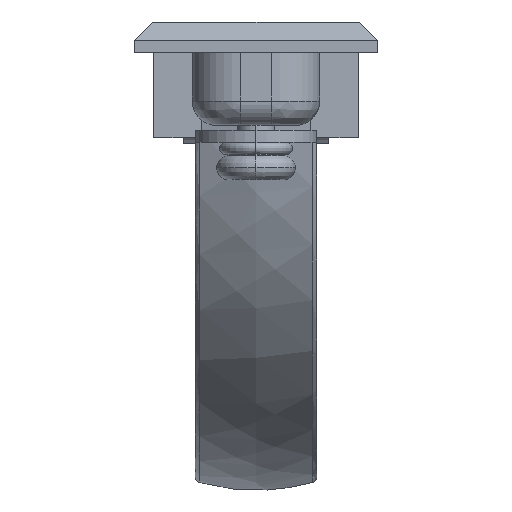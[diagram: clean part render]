
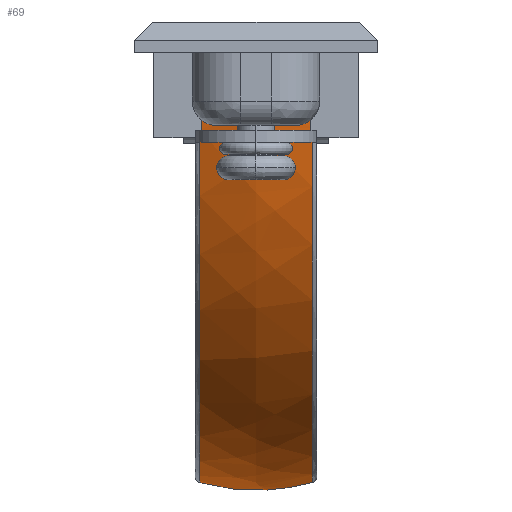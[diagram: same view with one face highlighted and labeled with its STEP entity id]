
A CAD part, left-side view. The second image highlights one B-rep face of the part: STEP entity #69.
In plain terms, the highlighted free-form (B-spline) face has degree [2, 3] with [3, 5] control points.
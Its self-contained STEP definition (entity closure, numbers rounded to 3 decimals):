
#69=ADVANCED_FACE('',(#358),#4352,.T.);
#358=FACE_OUTER_BOUND('',#649,.T.);
#649=EDGE_LOOP('',(#1011,#1012,#1013,#1014,#1015));
#1011=ORIENTED_EDGE('',*,*,#2376,.T.);
#1012=ORIENTED_EDGE('',*,*,#2375,.T.);
#1013=ORIENTED_EDGE('',*,*,#2373,.T.);
#1014=ORIENTED_EDGE('',*,*,#2374,.T.);
#1015=ORIENTED_EDGE('',*,*,#2377,.T.);
#2373=EDGE_CURVE('',#3953,#3952,#3396,.T.);
#2374=EDGE_CURVE('',#3952,#3946,#3397,.T.);
#2375=EDGE_CURVE('',#3955,#3953,#3398,.T.);
#2376=EDGE_CURVE('',#3954,#3955,#3399,.T.);
#2377=EDGE_CURVE('',#3946,#3954,#3400,.T.);
#3396=(
BOUNDED_CURVE()
B_SPLINE_CURVE(2,(#6240,#6241,#6242),.UNSPECIFIED.,.F.,.F.)
B_SPLINE_CURVE_WITH_KNOTS((3,3),(0.,51.245),.UNSPECIFIED.)
CURVE()
GEOMETRIC_REPRESENTATION_ITEM()
RATIONAL_B_SPLINE_CURVE((1.,0.707,1.))
REPRESENTATION_ITEM('')
);
#3397=(
BOUNDED_CURVE()
B_SPLINE_CURVE(3,(#6243,#6244,#6245,#6246),.UNSPECIFIED.,.F.,.F.)
B_SPLINE_CURVE_WITH_KNOTS((4,4),(-9.731,-5.056),
 .UNSPECIFIED.)
CURVE()
GEOMETRIC_REPRESENTATION_ITEM()
RATIONAL_B_SPLINE_CURVE((1.,1.,1.,1.))
REPRESENTATION_ITEM('')
);
#3398=(
BOUNDED_CURVE()
B_SPLINE_CURVE(3,(#6247,#6248,#6249,#6250,#6251),.UNSPECIFIED.,.F.,.F.)
B_SPLINE_CURVE_WITH_KNOTS((4,1,4),(0.381,5.056,9.731),
 .UNSPECIFIED.)
CURVE()
GEOMETRIC_REPRESENTATION_ITEM()
RATIONAL_B_SPLINE_CURVE((1.,1.,1.,1.,1.))
REPRESENTATION_ITEM('')
);
#3399=(
BOUNDED_CURVE()
B_SPLINE_CURVE(2,(#6252,#6253,#6254),.UNSPECIFIED.,.F.,.F.)
B_SPLINE_CURVE_WITH_KNOTS((3,3),(0.,51.245),
 .UNSPECIFIED.)
CURVE()
GEOMETRIC_REPRESENTATION_ITEM()
RATIONAL_B_SPLINE_CURVE((1.,0.707,1.))
REPRESENTATION_ITEM('')
);
#3400=(
BOUNDED_CURVE()
B_SPLINE_CURVE(3,(#6255,#6256,#6257,#6258),.UNSPECIFIED.,.F.,.F.)
B_SPLINE_CURVE_WITH_KNOTS((4,4),(-5.056,-0.381),
 .UNSPECIFIED.)
CURVE()
GEOMETRIC_REPRESENTATION_ITEM()
RATIONAL_B_SPLINE_CURVE((1.,1.,1.,1.))
REPRESENTATION_ITEM('')
);
#3946=VERTEX_POINT('',#6096);
#3952=VERTEX_POINT('',#6102);
#3953=VERTEX_POINT('',#6103);
#3954=VERTEX_POINT('',#6104);
#3955=VERTEX_POINT('',#6105);
#4352=(
BOUNDED_SURFACE()
B_SPLINE_SURFACE(2,3,((#5796,#5797,#5798,#5799,#5800),(#5801,#5802,#5803,
#5804,#5805),(#5806,#5807,#5808,#5809,#5810)),.UNSPECIFIED.,.F.,.F.,.F.)
B_SPLINE_SURFACE_WITH_KNOTS((3,3),(4,1,4),(0.,51.836),(0.381,
5.056,9.731),.UNSPECIFIED.)
GEOMETRIC_REPRESENTATION_ITEM()
RATIONAL_B_SPLINE_SURFACE(((1.,1.,1.,1.,1.),(0.707,0.707,
0.707,0.707,0.707),(1.,1.,1.,1.,1.)))
REPRESENTATION_ITEM('')
SURFACE()
);
#5796=CARTESIAN_POINT('',(11.833,3.44,-0.5));
#5797=CARTESIAN_POINT('',(11.416,1.937,-0.5));
#5798=CARTESIAN_POINT('',(10.962,-1.193,-0.5));
#5799=CARTESIAN_POINT('',(11.416,-4.324,-0.5));
#5800=CARTESIAN_POINT('',(11.833,-5.827,-0.5));
#5801=CARTESIAN_POINT('',(11.833,3.44,-34.482));
#5802=CARTESIAN_POINT('',(11.624,1.937,-34.691));
#5803=CARTESIAN_POINT('',(11.397,-1.193,-34.918));
#5804=CARTESIAN_POINT('',(11.624,-4.324,-34.691));
#5805=CARTESIAN_POINT('',(11.833,-5.827,-34.482));
#5806=CARTESIAN_POINT('',(44.939,3.44,-35.359));
#5807=CARTESIAN_POINT('',(44.939,1.937,-35.776));
#5808=CARTESIAN_POINT('',(44.939,-1.193,-36.231));
#5809=CARTESIAN_POINT('',(44.939,-4.324,-35.776));
#5810=CARTESIAN_POINT('',(44.939,-5.827,-35.359));
#6096=CARTESIAN_POINT('',(11.189,-1.193,-0.5));
#6102=CARTESIAN_POINT('',(11.833,-5.827,-0.5));
#6103=CARTESIAN_POINT('',(44.939,-5.827,-35.359));
#6104=CARTESIAN_POINT('',(11.833,3.44,-0.5));
#6105=CARTESIAN_POINT('',(44.939,3.44,-35.359));
#6240=CARTESIAN_POINT('',(44.939,-5.827,-35.359));
#6241=CARTESIAN_POINT('',(11.833,-5.827,-34.482));
#6242=CARTESIAN_POINT('',(11.833,-5.827,-0.5));
#6243=CARTESIAN_POINT('',(11.833,-5.827,-0.5));
#6244=CARTESIAN_POINT('',(11.416,-4.324,-0.5));
#6245=CARTESIAN_POINT('',(11.189,-2.758,-0.5));
#6246=CARTESIAN_POINT('',(11.189,-1.193,-0.5));
#6247=CARTESIAN_POINT('',(44.939,3.44,-35.359));
#6248=CARTESIAN_POINT('',(44.939,1.937,-35.776));
#6249=CARTESIAN_POINT('',(44.939,-1.193,-36.231));
#6250=CARTESIAN_POINT('',(44.939,-4.324,-35.776));
#6251=CARTESIAN_POINT('',(44.939,-5.827,-35.359));
#6252=CARTESIAN_POINT('',(11.833,3.44,-0.5));
#6253=CARTESIAN_POINT('',(11.833,3.44,-34.482));
#6254=CARTESIAN_POINT('',(44.939,3.44,-35.359));
#6255=CARTESIAN_POINT('',(11.189,-1.193,-0.5));
#6256=CARTESIAN_POINT('',(11.189,0.372,-0.5));
#6257=CARTESIAN_POINT('',(11.416,1.937,-0.5));
#6258=CARTESIAN_POINT('',(11.833,3.44,-0.5));
